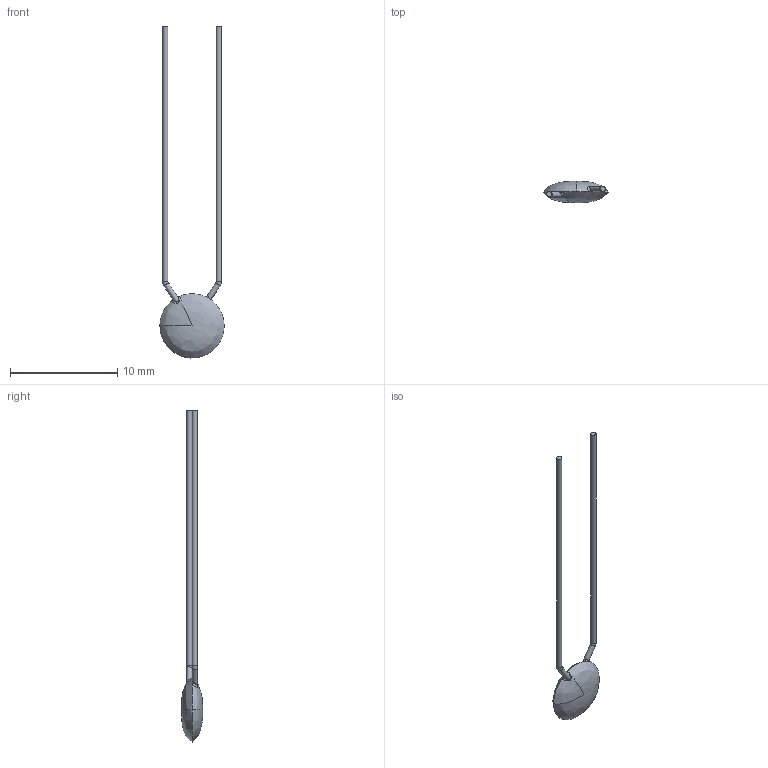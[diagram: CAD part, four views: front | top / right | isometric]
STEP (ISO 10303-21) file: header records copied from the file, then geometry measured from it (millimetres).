
FILE_DESCRIPTION(/* description */ (''),/* implementation_level */ '2;1');
FILE_NAME(/* name */ '104-DISC-CAP.step',/* time_stamp */ '2020-04-22T14:49:10+05:00',/* author */ (''),/* organization */ (''),/* preprocessor_version */ 'ST-DEVELOPER v18.1',/* originating_system */ 'Autodesk Translation Framework v9.2.0.1227',/* authorisation */ '');
FILE_SCHEMA (('AUTOMOTIVE_DESIGN { 1 0 10303 214 3 1 1 }'));
Length unit declared in the file: millimetre
Products named in the file (1): (Unsaved)
Bounding box: 6 x 2.01 x 31 mm (x, y, z)
Volume: 47.4 mm3; surface area: 148.3 mm2
Topology: 1 solids, 1 shells, 53 faces, 151 edges, 94 vertices
Faces by surface type: bspline 26, plane 21, cylinder 4, torus 2
Full cylindrical faces by diameter (mm): 0.5 x4
Entity records: 3120 total; most frequent: CARTESIAN_POINT 1909, ORIENTED_EDGE 286, DIRECTION 146, EDGE_CURVE 143, VERTEX_POINT 94, B_SPLINE_CURVE_WITH_KNOTS 82, AXIS2_PLACEMENT_3D 57, EDGE_LOOP 55
